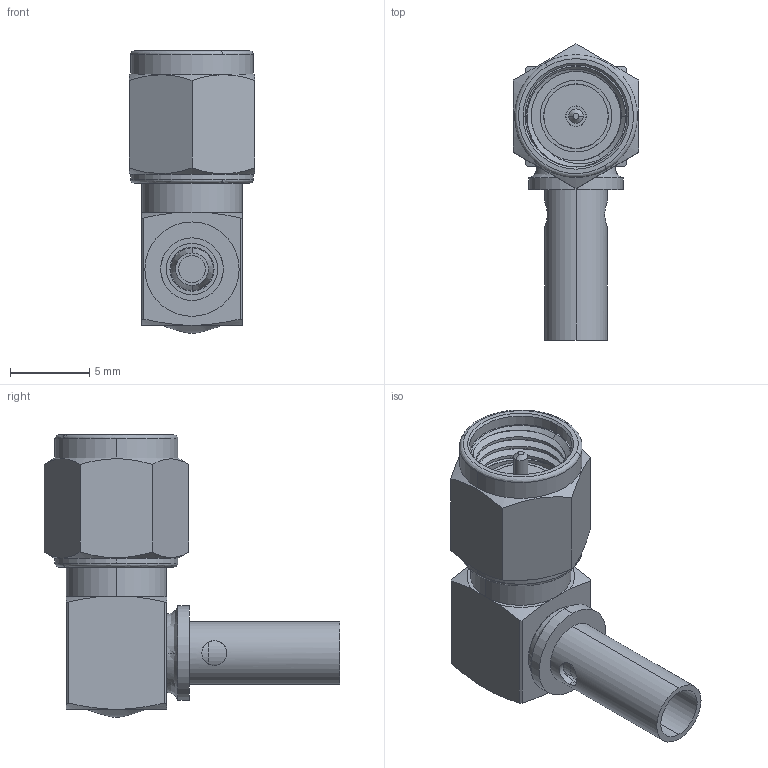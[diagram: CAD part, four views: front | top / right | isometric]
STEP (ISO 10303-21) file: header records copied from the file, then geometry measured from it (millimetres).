
FILE_DESCRIPTION (( 'STEP AP214' ), '1' );
FILE_NAME ('M39012-56-3107-00795_3D.step', '2024-10-29T23:02:11', ( '' ), ( '' ), 'SwSTEP 2.0', 'SolidWorks 2022', '' );
FILE_SCHEMA (( 'AUTOMOTIVE_DESIGN' ));
Length unit declared in the file: inch
Products named in the file (1): M39012-56-3107-00795_3D
Bounding box: 7.92 x 18.72 x 17.88 mm (x, y, z)
Volume: 760.3 mm3; surface area: 1134.7 mm2
Topology: 1 solids, 1 shells, 143 faces, 333 edges, 214 vertices
Faces by surface type: cylinder 55, plane 41, cone 35, bspline 12
Entity records: 5088 total; most frequent: CARTESIAN_POINT 1873, ORIENTED_EDGE 666, DIRECTION 656, EDGE_CURVE 333, AXIS2_PLACEMENT_3D 278, VERTEX_POINT 214, EDGE_LOOP 169, CIRCLE 146
